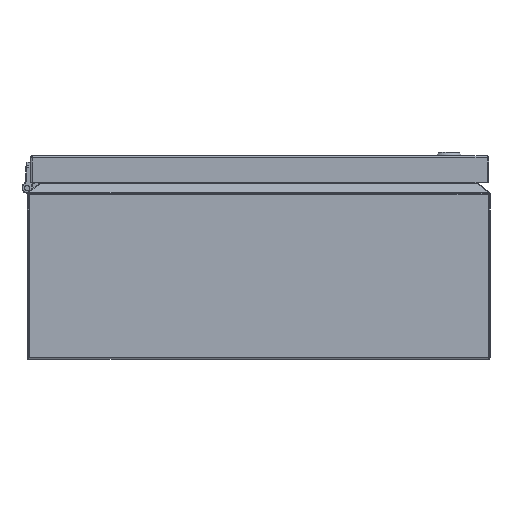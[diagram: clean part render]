
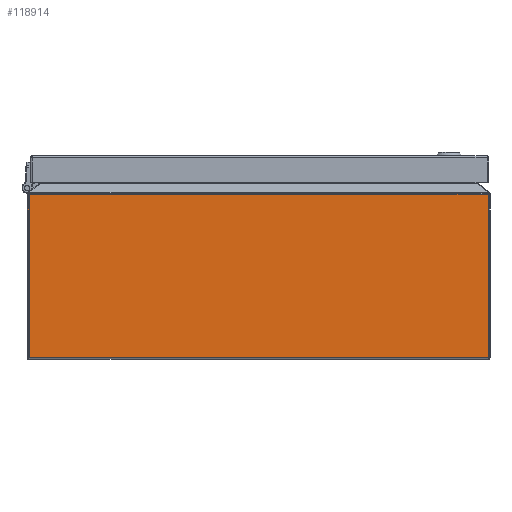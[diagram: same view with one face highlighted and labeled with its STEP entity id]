
A CAD part, front view. The second image highlights one B-rep face of the part: STEP entity #118914.
In plain terms, the highlighted planar face has unit normal (0, -1, 0).
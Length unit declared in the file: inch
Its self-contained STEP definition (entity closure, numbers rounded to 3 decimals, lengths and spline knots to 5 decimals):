
#2798 = CARTESIAN_POINT ( 'NONE',  ( -7.03, -8.06, 0.05 ) ) ;
#7496 = LINE ( 'NONE', #61854, #14402 ) ;
#13169 = CARTESIAN_POINT ( 'NONE',  ( -7.03, -8.06, 5.03036 ) ) ;
#13429 = FACE_OUTER_BOUND ( 'NONE', #49299, .T. ) ;
#14402 = VECTOR ( 'NONE', #116218, 39.37008 ) ;
#17875 = CARTESIAN_POINT ( 'NONE',  ( 6.97, -8.06, 5.03036 ) ) ;
#28529 = ORIENTED_EDGE ( 'NONE', *, *, #38912, .T. ) ;
#31275 = VERTEX_POINT ( 'NONE', #17875 ) ;
#38374 = DIRECTION ( 'NONE',  ( 0., 1., 0. ) ) ;
#38912 = EDGE_CURVE ( 'NONE', #31275, #43692, #43380, .T. ) ;
#42525 = DIRECTION ( 'NONE',  ( 0., 0., -1. ) ) ;
#42732 = VECTOR ( 'NONE', #54997, 39.37008 ) ;
#43380 = LINE ( 'NONE', #13169, #112237 ) ;
#43692 = VERTEX_POINT ( 'NONE', #143463 ) ;
#44292 = CARTESIAN_POINT ( 'NONE',  ( -7.03, -8.06, 5.05394 ) ) ;
#45129 = ORIENTED_EDGE ( 'NONE', *, *, #171563, .T. ) ;
#49299 = EDGE_LOOP ( 'NONE', ( #103427, #28529, #45129, #75018 ) ) ;
#51724 = CARTESIAN_POINT ( 'NONE',  ( -7.03, -8.06, 5.05394 ) ) ;
#54997 = DIRECTION ( 'NONE',  ( 1., 0., 0. ) ) ;
#61854 = CARTESIAN_POINT ( 'NONE',  ( 6.97, -8.06, 5.05394 ) ) ;
#70192 = CARTESIAN_POINT ( 'NONE',  ( -7.03, -8.06, 0.05 ) ) ;
#71085 = LINE ( 'NONE', #70192, #42732 ) ;
#71107 = LINE ( 'NONE', #44292, #167283 ) ;
#75018 = ORIENTED_EDGE ( 'NONE', *, *, #139959, .T. ) ;
#78524 = DIRECTION ( 'NONE',  ( -1., 0., 0. ) ) ;
#86529 = CARTESIAN_POINT ( 'NONE',  ( 6.97, -8.06, 0.05 ) ) ;
#94342 = DIRECTION ( 'NONE',  ( -1., 0., 0. ) ) ;
#103427 = ORIENTED_EDGE ( 'NONE', *, *, #119545, .F. ) ;
#105310 = PLANE ( 'NONE',  #159484 ) ;
#109431 = VERTEX_POINT ( 'NONE', #86529 ) ;
#112237 = VECTOR ( 'NONE', #94342, 39.37008 ) ;
#116218 = DIRECTION ( 'NONE',  ( 0., 0., -1. ) ) ;
#118914 = ADVANCED_FACE ( 'NONE', ( #13429 ), #105310, .F. ) ;
#119545 = EDGE_CURVE ( 'NONE', #31275, #109431, #7496, .T. ) ;
#137818 = VERTEX_POINT ( 'NONE', #2798 ) ;
#139959 = EDGE_CURVE ( 'NONE', #137818, #109431, #71085, .T. ) ;
#143463 = CARTESIAN_POINT ( 'NONE',  ( -7.03, -8.06, 5.03036 ) ) ;
#159484 = AXIS2_PLACEMENT_3D ( 'NONE', #51724, #38374, #78524 ) ;
#167283 = VECTOR ( 'NONE', #42525, 39.37008 ) ;
#171563 = EDGE_CURVE ( 'NONE', #43692, #137818, #71107, .T. ) ;
